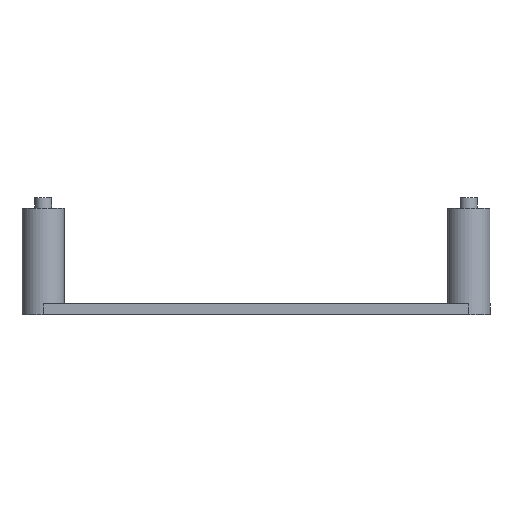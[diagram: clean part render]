
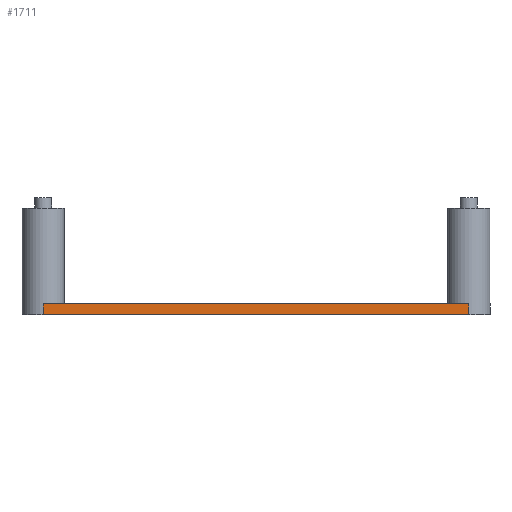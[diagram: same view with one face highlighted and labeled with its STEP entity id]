
A CAD part, left-side view. The second image highlights one B-rep face of the part: STEP entity #1711.
In plain terms, the highlighted planar face has unit normal (-1, 0, 0).
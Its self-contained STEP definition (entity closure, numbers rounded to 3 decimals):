
#144=PLANE('',#1948);
#227=FACE_OUTER_BOUND('',#371,.T.);
#371=EDGE_LOOP('',(#1466,#1467,#1468,#1469));
#441=LINE('',#2537,#525);
#508=LINE('',#2924,#592);
#510=LINE('',#2930,#594);
#511=LINE('',#2931,#595);
#525=VECTOR('',#2009,10.);
#592=VECTOR('',#2460,10.);
#594=VECTOR('',#2466,10.);
#595=VECTOR('',#2467,10.);
#756=VERTEX_POINT('',#2534);
#757=VERTEX_POINT('',#2536);
#885=VERTEX_POINT('',#2923);
#887=VERTEX_POINT('',#2929);
#908=EDGE_CURVE('',#756,#757,#441,.T.);
#1100=EDGE_CURVE('',#885,#757,#508,.T.);
#1103=EDGE_CURVE('',#885,#887,#510,.T.);
#1104=EDGE_CURVE('',#887,#756,#511,.T.);
#1466=ORIENTED_EDGE('',*,*,#1103,.F.);
#1467=ORIENTED_EDGE('',*,*,#1100,.T.);
#1468=ORIENTED_EDGE('',*,*,#908,.F.);
#1469=ORIENTED_EDGE('',*,*,#1104,.F.);
#1711=ADVANCED_FACE('',(#227),#144,.T.);
#1948=AXIS2_PLACEMENT_3D('',#2928,#2464,#2465);
#2009=DIRECTION('',(0.,-1.,0.));
#2460=DIRECTION('',(0.,0.,1.));
#2464=DIRECTION('center_axis',(-1.,0.,0.));
#2465=DIRECTION('ref_axis',(0.,-1.,0.));
#2466=DIRECTION('',(0.,1.,0.));
#2467=DIRECTION('',(0.,0.,1.));
#2534=CARTESIAN_POINT('',(-77.565,88.217,27.5));
#2536=CARTESIAN_POINT('',(-77.565,-11.783,27.5));
#2537=CARTESIAN_POINT('',(-77.565,-16.783,27.5));
#2923=CARTESIAN_POINT('',(-77.565,-11.783,25.));
#2924=CARTESIAN_POINT('',(-77.565,-11.783,25.));
#2928=CARTESIAN_POINT('Origin',(-77.565,88.217,25.));
#2929=CARTESIAN_POINT('',(-77.565,88.217,25.));
#2930=CARTESIAN_POINT('',(-77.565,-16.783,25.));
#2931=CARTESIAN_POINT('',(-77.565,88.217,25.));
